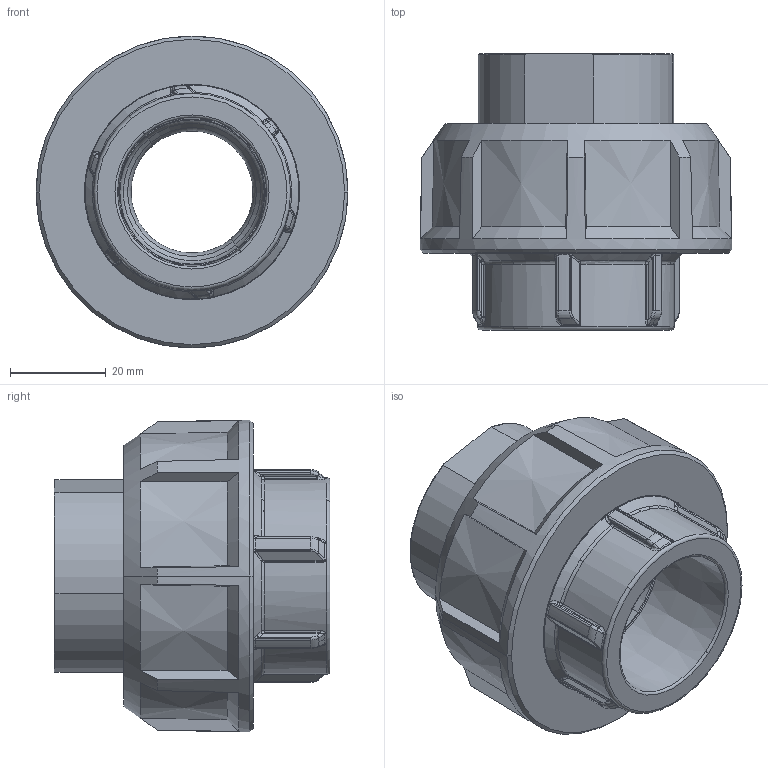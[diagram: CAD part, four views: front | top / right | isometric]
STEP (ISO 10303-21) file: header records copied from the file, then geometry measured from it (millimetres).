
FILE_DESCRIPTION(('STEP AP214'),'1');
FILE_NAME('bifxm032100e.stp','2018-02-12T14:31:04',('TraceParts'),('TraceParts S.A.'),'Spatial InterOp 3D',' ',' ');
FILE_SCHEMA(('automotive_design'));
Length unit declared in the file: millimetre
Products named in the file (3): bifxm032100e_1; bifxm032100e_2; bifxm032100e_3
Bounding box: 64.98 x 57.5 x 64.98 mm (x, y, z)
Volume: 79488.6 mm3; surface area: 30554.3 mm2
Topology: 3 solids, 3 shells, 323 faces, 790 edges, 480 vertices
Faces by surface type: bspline 88, cylinder 80, torus 64, cone 48, plane 43
Entity records: 14074 total; most frequent: CARTESIAN_POINT 4286, ORIENTED_EDGE 1580, DIRECTION 1428, EDGE_CURVE 790, AXIS2_PLACEMENT_3D 652, VERTEX_POINT 480, CIRCLE 414, EDGE_LOOP 336
